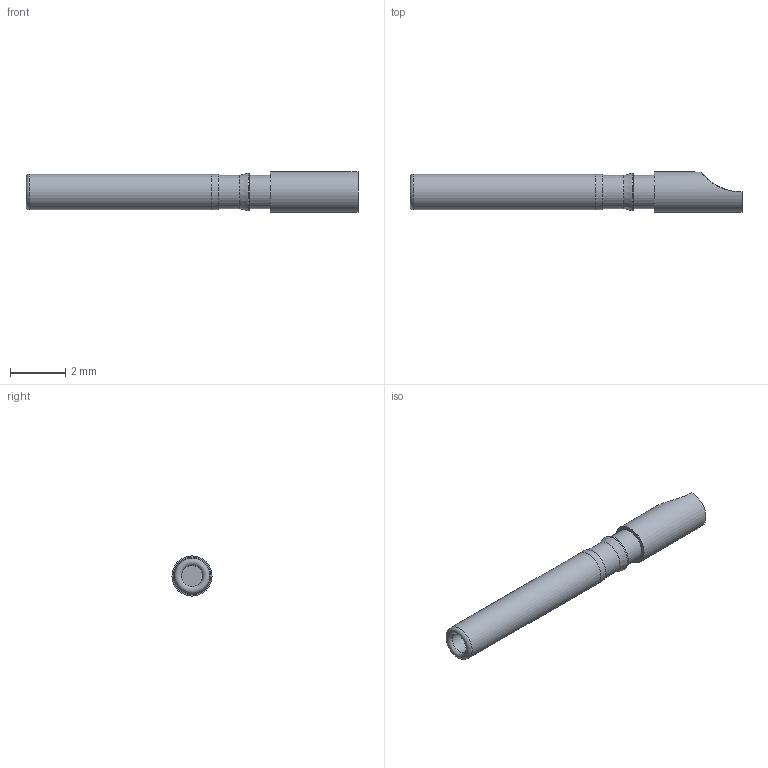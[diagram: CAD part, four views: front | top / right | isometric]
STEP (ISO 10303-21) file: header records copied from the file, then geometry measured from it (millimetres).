
FILE_DESCRIPTION (( 'STEP AP214' ), '1' );
FILE_NAME ('ICS70 B1 S2S6.STEP', '2013-07-26T10:47:05', ( 'Authorized User' ), ( '' ), 'SwSTEP 2.0', 'SolidWorks 2012', '' );
FILE_SCHEMA (( 'AUTOMOTIVE_DESIGN' ));
Length unit declared in the file: inch
Products named in the file (1): ICS70 B1 S2S6
Bounding box: 12.04 x 1.45 x 1.45 mm (x, y, z)
Volume: 10.1 mm3; surface area: 85.1 mm2
Topology: 2 solids, 2 shells, 23 faces, 42 edges, 26 vertices
Faces by surface type: cylinder 11, plane 8, cone 3, torus 1
Full cylindrical faces by diameter (mm): 0.762 x1, 0.995 x1, 1.016 x2, 1.198 x2, 1.287 x2, 1.363 x1, 1.452 x1
Entity records: 585 total; most frequent: CARTESIAN_POINT 127, DIRECTION 92, ORIENTED_EDGE 54, AXIS2_PLACEMENT_3D 45, EDGE_LOOP 41, FACE_OUTER_BOUND 34, EDGE_CURVE 27, VERTEX_POINT 24
